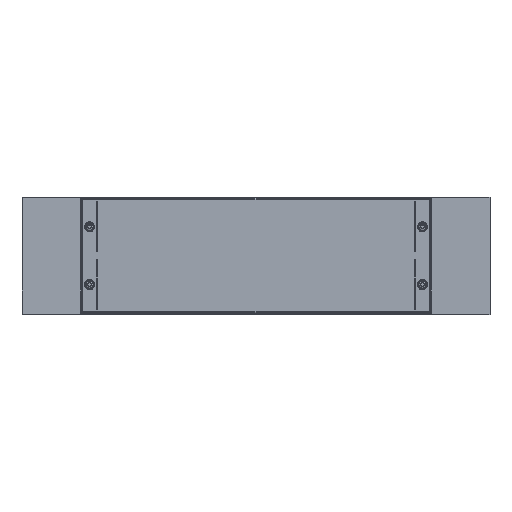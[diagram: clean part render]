
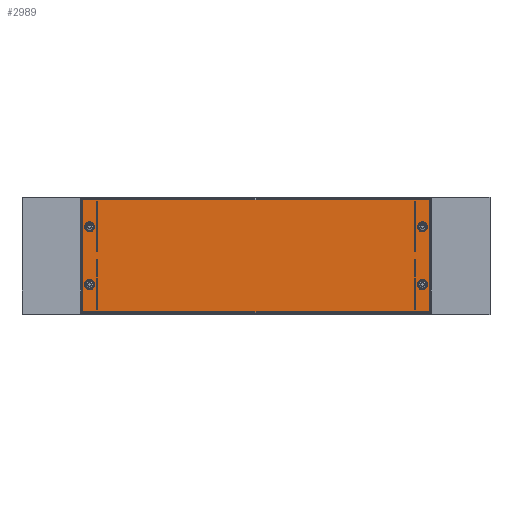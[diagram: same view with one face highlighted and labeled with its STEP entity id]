
A CAD part, top view. The second image highlights one B-rep face of the part: STEP entity #2989.
In plain terms, the highlighted planar face has unit normal (0, 0, 1).
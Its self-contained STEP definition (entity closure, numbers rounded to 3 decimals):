
#18 = DIRECTION ( 'NONE',  ( 0., 0., -1. ) ) ;
#110 = CIRCLE ( 'NONE', #3773, 7.509 ) ;
#183 = FACE_BOUND ( 'NONE', #3928, .T. ) ;
#192 = FACE_BOUND ( 'NONE', #346, .T. ) ;
#199 = FACE_BOUND ( 'NONE', #3390, .T. ) ;
#206 = FACE_BOUND ( 'NONE', #1706, .T. ) ;
#219 = CARTESIAN_POINT ( 'NONE',  ( 296., 96., 0.75 ) ) ;
#253 = DIRECTION ( 'NONE',  ( 0., 1., 0. ) ) ;
#344 = FACE_OUTER_BOUND ( 'NONE', #1717, .T. ) ;
#346 = EDGE_LOOP ( 'NONE', ( #4448, #4468 ) ) ;
#388 = VERTEX_POINT ( 'NONE', #5248 ) ;
#452 = CARTESIAN_POINT ( 'NONE',  ( -276.991, 49.5, 0.75 ) ) ;
#659 = VERTEX_POINT ( 'NONE', #3241 ) ;
#737 = CARTESIAN_POINT ( 'NONE',  ( 284.5, -49.5, 0.75 ) ) ;
#822 = DIRECTION ( 'NONE',  ( 0., 0., -1. ) ) ;
#1035 = VERTEX_POINT ( 'NONE', #2475 ) ;
#1098 = EDGE_CURVE ( 'NONE', #4644, #388, #3050, .T. ) ;
#1149 = EDGE_CURVE ( 'NONE', #1035, #5846, #5336, .T. ) ;
#1172 = EDGE_CURVE ( 'NONE', #4277, #3755, #1985, .T. ) ;
#1220 = DIRECTION ( 'NONE',  ( 0., 0., -1. ) ) ;
#1224 = EDGE_CURVE ( 'NONE', #388, #4644, #6267, .T. ) ;
#1241 = EDGE_CURVE ( 'NONE', #4517, #3995, #5173, .T. ) ;
#1278 = DIRECTION ( 'NONE',  ( -1., 0., 0. ) ) ;
#1321 = CARTESIAN_POINT ( 'NONE',  ( 0., 0., 0.75 ) ) ;
#1406 = LINE ( 'NONE', #3558, #5234 ) ;
#1439 = DIRECTION ( 'NONE',  ( 0., 0., -1. ) ) ;
#1480 = EDGE_CURVE ( 'NONE', #5846, #1035, #110, .T. ) ;
#1609 = EDGE_CURVE ( 'NONE', #4263, #3765, #3333, .T. ) ;
#1650 = CARTESIAN_POINT ( 'NONE',  ( -296., -96., 0.75 ) ) ;
#1659 = DIRECTION ( 'NONE',  ( 1., 0., 0. ) ) ;
#1706 = EDGE_LOOP ( 'NONE', ( #3365, #3348 ) ) ;
#1717 = EDGE_LOOP ( 'NONE', ( #4473, #6242, #4193, #3021 ) ) ;
#1843 = DIRECTION ( 'NONE',  ( 0., 0., -1. ) ) ;
#1985 = CIRCLE ( 'NONE', #3004, 7.509 ) ;
#1995 = CARTESIAN_POINT ( 'NONE',  ( -296., 0., 0.75 ) ) ;
#2015 = EDGE_CURVE ( 'NONE', #5795, #4263, #6915, .T. ) ;
#2138 = DIRECTION ( 'NONE',  ( -1., 0., 0. ) ) ;
#2180 = EDGE_CURVE ( 'NONE', #3755, #4277, #4296, .T. ) ;
#2318 = AXIS2_PLACEMENT_3D ( 'NONE', #4756, #1439, #5322 ) ;
#2367 = CARTESIAN_POINT ( 'NONE',  ( -296., 96., 0.75 ) ) ;
#2475 = CARTESIAN_POINT ( 'NONE',  ( 276.991, -49.5, 0.75 ) ) ;
#2686 = AXIS2_PLACEMENT_3D ( 'NONE', #3310, #18, #3854 ) ;
#2696 = DIRECTION ( 'NONE',  ( 0., 0., -1. ) ) ;
#2718 = DIRECTION ( 'NONE',  ( 0., 0., -1. ) ) ;
#2926 = VECTOR ( 'NONE', #2138, 1000. ) ;
#2989 = ADVANCED_FACE ( 'NONE', ( #344, #192, #206, #199, #183 ), #4662, .F. ) ;
#3004 = AXIS2_PLACEMENT_3D ( 'NONE', #6029, #2718, #6518 ) ;
#3021 = ORIENTED_EDGE ( 'NONE', *, *, #5570, .T. ) ;
#3035 = DIRECTION ( 'NONE',  ( -1., 0., 0. ) ) ;
#3050 = CIRCLE ( 'NONE', #3321, 7.509 ) ;
#3140 = AXIS2_PLACEMENT_3D ( 'NONE', #6008, #2696, #6492 ) ;
#3183 = DIRECTION ( 'NONE',  ( -1., 0., 0. ) ) ;
#3239 = EDGE_CURVE ( 'NONE', #3995, #4517, #5018, .T. ) ;
#3241 = CARTESIAN_POINT ( 'NONE',  ( 296., -96., 0.75 ) ) ;
#3310 = CARTESIAN_POINT ( 'NONE',  ( -284.5, 49.5, 0.75 ) ) ;
#3321 = AXIS2_PLACEMENT_3D ( 'NONE', #6357, #1843, #3183 ) ;
#3333 = LINE ( 'NONE', #1995, #5295 ) ;
#3348 = ORIENTED_EDGE ( 'NONE', *, *, #3239, .T. ) ;
#3365 = ORIENTED_EDGE ( 'NONE', *, *, #1241, .T. ) ;
#3390 = EDGE_LOOP ( 'NONE', ( #3439, #3946 ) ) ;
#3439 = ORIENTED_EDGE ( 'NONE', *, *, #1480, .T. ) ;
#3453 = CARTESIAN_POINT ( 'NONE',  ( 276.991, 49.5, 0.75 ) ) ;
#3558 = CARTESIAN_POINT ( 'NONE',  ( 296., 0., 0.75 ) ) ;
#3755 = VERTEX_POINT ( 'NONE', #4413 ) ;
#3765 = VERTEX_POINT ( 'NONE', #1650 ) ;
#3773 = AXIS2_PLACEMENT_3D ( 'NONE', #737, #4603, #1278 ) ;
#3854 = DIRECTION ( 'NONE',  ( -1., 0., 0. ) ) ;
#3928 = EDGE_LOOP ( 'NONE', ( #4009, #4283 ) ) ;
#3946 = ORIENTED_EDGE ( 'NONE', *, *, #1149, .T. ) ;
#3995 = VERTEX_POINT ( 'NONE', #5544 ) ;
#4009 = ORIENTED_EDGE ( 'NONE', *, *, #2180, .T. ) ;
#4112 = CARTESIAN_POINT ( 'NONE',  ( -284.5, -49.5, 0.75 ) ) ;
#4193 = ORIENTED_EDGE ( 'NONE', *, *, #6226, .T. ) ;
#4263 = VERTEX_POINT ( 'NONE', #2367 ) ;
#4273 = AXIS2_PLACEMENT_3D ( 'NONE', #4541, #1220, #5099 ) ;
#4277 = VERTEX_POINT ( 'NONE', #3453 ) ;
#4283 = ORIENTED_EDGE ( 'NONE', *, *, #1172, .T. ) ;
#4296 = CIRCLE ( 'NONE', #4273, 7.509 ) ;
#4413 = CARTESIAN_POINT ( 'NONE',  ( 292.009, 49.5, 0.75 ) ) ;
#4448 = ORIENTED_EDGE ( 'NONE', *, *, #1098, .T. ) ;
#4468 = ORIENTED_EDGE ( 'NONE', *, *, #1224, .T. ) ;
#4473 = ORIENTED_EDGE ( 'NONE', *, *, #2015, .T. ) ;
#4517 = VERTEX_POINT ( 'NONE', #6449 ) ;
#4541 = CARTESIAN_POINT ( 'NONE',  ( 284.5, 49.5, 0.75 ) ) ;
#4603 = DIRECTION ( 'NONE',  ( 0., 0., -1. ) ) ;
#4633 = CARTESIAN_POINT ( 'NONE',  ( 292.009, -49.5, 0.75 ) ) ;
#4644 = VERTEX_POINT ( 'NONE', #452 ) ;
#4662 = PLANE ( 'NONE',  #5472 ) ;
#4698 = DIRECTION ( 'NONE',  ( -1., 0., 0. ) ) ;
#4745 = VECTOR ( 'NONE', #1659, 1000. ) ;
#4756 = CARTESIAN_POINT ( 'NONE',  ( -284.5, -49.5, 0.75 ) ) ;
#4847 = LINE ( 'NONE', #6583, #4745 ) ;
#5018 = CIRCLE ( 'NONE', #6189, 7.509 ) ;
#5099 = DIRECTION ( 'NONE',  ( -1., 0., 0. ) ) ;
#5173 = CIRCLE ( 'NONE', #2318, 7.509 ) ;
#5234 = VECTOR ( 'NONE', #253, 1000. ) ;
#5248 = CARTESIAN_POINT ( 'NONE',  ( -292.009, 49.5, 0.75 ) ) ;
#5295 = VECTOR ( 'NONE', #5306, 1000. ) ;
#5306 = DIRECTION ( 'NONE',  ( 0., -1., 0. ) ) ;
#5322 = DIRECTION ( 'NONE',  ( -1., 0., 0. ) ) ;
#5336 = CIRCLE ( 'NONE', #3140, 7.509 ) ;
#5472 = AXIS2_PLACEMENT_3D ( 'NONE', #1321, #6300, #3035 ) ;
#5544 = CARTESIAN_POINT ( 'NONE',  ( -292.009, -49.5, 0.75 ) ) ;
#5570 = EDGE_CURVE ( 'NONE', #659, #5795, #1406, .T. ) ;
#5795 = VERTEX_POINT ( 'NONE', #219 ) ;
#5846 = VERTEX_POINT ( 'NONE', #4633 ) ;
#6008 = CARTESIAN_POINT ( 'NONE',  ( 284.5, -49.5, 0.75 ) ) ;
#6029 = CARTESIAN_POINT ( 'NONE',  ( 284.5, 49.5, 0.75 ) ) ;
#6189 = AXIS2_PLACEMENT_3D ( 'NONE', #4112, #822, #4698 ) ;
#6226 = EDGE_CURVE ( 'NONE', #3765, #659, #4847, .T. ) ;
#6242 = ORIENTED_EDGE ( 'NONE', *, *, #1609, .T. ) ;
#6267 = CIRCLE ( 'NONE', #2686, 7.509 ) ;
#6300 = DIRECTION ( 'NONE',  ( 0., 0., -1. ) ) ;
#6357 = CARTESIAN_POINT ( 'NONE',  ( -284.5, 49.5, 0.75 ) ) ;
#6449 = CARTESIAN_POINT ( 'NONE',  ( -276.991, -49.5, 0.75 ) ) ;
#6490 = CARTESIAN_POINT ( 'NONE',  ( 0., 96., 0.75 ) ) ;
#6492 = DIRECTION ( 'NONE',  ( -1., 0., 0. ) ) ;
#6518 = DIRECTION ( 'NONE',  ( -1., 0., 0. ) ) ;
#6583 = CARTESIAN_POINT ( 'NONE',  ( 0., -96., 0.75 ) ) ;
#6915 = LINE ( 'NONE', #6490, #2926 ) ;
